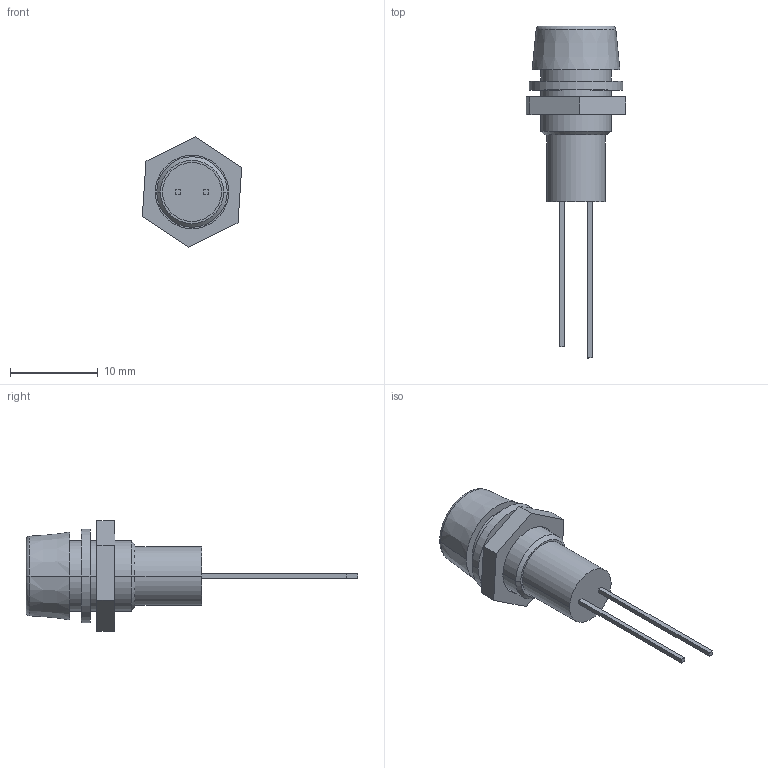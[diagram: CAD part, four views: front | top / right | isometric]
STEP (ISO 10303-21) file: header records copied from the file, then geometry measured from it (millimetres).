
FILE_DESCRIPTION (( 'STEP AP214' ), '1' );
FILE_NAME ('L65DXXXL.STEP', '2020-04-27T23:27:08', ( 'user' ), ( 'Microsoft' ), 'SwSTEP 2.0', 'SolidWorks 2018', '' );
FILE_SCHEMA (( 'AUTOMOTIVE_DESIGN' ));
Length unit declared in the file: inch
Products named in the file (1): L65DXXXL
Bounding box: 11.3 x 37.74 x 12.57 mm (x, y, z)
Volume: 1041 mm3; surface area: 1114.5 mm2
Topology: 3 solids, 3 shells, 44 faces, 96 edges, 63 vertices
Faces by surface type: plane 24, cylinder 10, cone 6, sphere 2, torus 2
Entity records: 1388 total; most frequent: DIRECTION 224, CARTESIAN_POINT 204, ORIENTED_EDGE 192, EDGE_CURVE 96, AXIS2_PLACEMENT_3D 83, VERTEX_POINT 63, LINE 58, VECTOR 58
